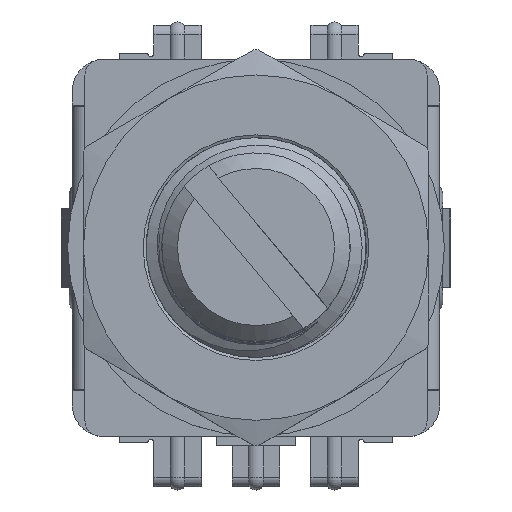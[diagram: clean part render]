
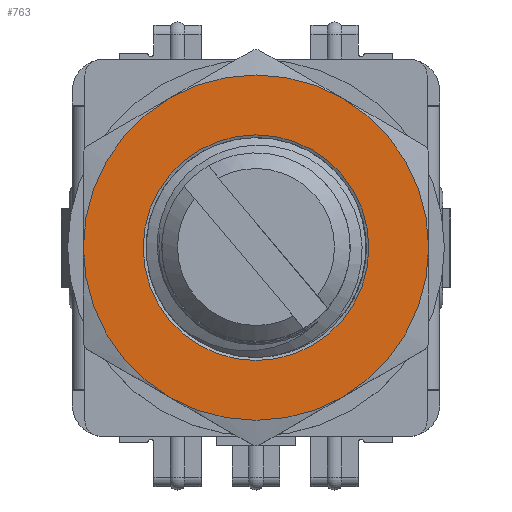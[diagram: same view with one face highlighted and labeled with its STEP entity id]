
A CAD part, top view. The second image highlights one B-rep face of the part: STEP entity #763.
In plain terms, the highlighted planar face has unit normal (0, 0, 1).
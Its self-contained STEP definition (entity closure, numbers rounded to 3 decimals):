
#763=ADVANCED_FACE('',(#9937,#9939),#9941,.T.);
#9937=FACE_BOUND('',#9938,.T.);
#9938=EDGE_LOOP('',(#14391,#14392,#14393,#14394,#14395,#14396));
#9939=FACE_BOUND('',#9940,.T.);
#9940=EDGE_LOOP('',(#14397));
#9941=PLANE('',#9942);
#9942=AXIS2_PLACEMENT_3D('',#9943,#9944,#9945);
#9943=CARTESIAN_POINT('',(0.,0.,3.3));
#9944=DIRECTION('',(0.,0.,1.));
#9945=DIRECTION('',(0.,-1.,0.));
#14391=ORIENTED_EDGE('',*,*,#16607,.F.);
#14392=ORIENTED_EDGE('',*,*,#16608,.F.);
#14393=ORIENTED_EDGE('',*,*,#16609,.F.);
#14394=ORIENTED_EDGE('',*,*,#16610,.F.);
#14395=ORIENTED_EDGE('',*,*,#16611,.F.);
#14396=ORIENTED_EDGE('',*,*,#16612,.F.);
#14397=ORIENTED_EDGE('',*,*,#16594,.T.);
#16594=EDGE_CURVE('',#17853,#17853,#17854,.T.);
#16607=EDGE_CURVE('',#17875,#17876,#17877,.T.);
#16608=EDGE_CURVE('',#17878,#17875,#17879,.T.);
#16609=EDGE_CURVE('',#17880,#17878,#17881,.T.);
#16610=EDGE_CURVE('',#17882,#17880,#17883,.T.);
#16611=EDGE_CURVE('',#17884,#17882,#17885,.T.);
#16612=EDGE_CURVE('',#17876,#17884,#17886,.T.);
#17853=VERTEX_POINT('',#21723);
#17854=CIRCLE('',#21724,3.594);
#17875=VERTEX_POINT('',#22230);
#17876=VERTEX_POINT('',#22231);
#17877=CIRCLE('',#22232,5.5);
#17878=VERTEX_POINT('',#22236);
#17879=CIRCLE('',#22237,5.5);
#17880=VERTEX_POINT('',#22241);
#17881=CIRCLE('',#22242,5.5);
#17882=VERTEX_POINT('',#22246);
#17883=CIRCLE('',#22247,5.5);
#17884=VERTEX_POINT('',#22251);
#17885=CIRCLE('',#22252,5.5);
#17886=CIRCLE('',#22256,5.5);
#21723=CARTESIAN_POINT('',(0.,-3.594,3.3));
#21724=AXIS2_PLACEMENT_3D('',#21725,#21726,#21727);
#21725=CARTESIAN_POINT('',(0.,0.,3.3));
#21726=DIRECTION('',(0.,0.,-1.));
#21727=DIRECTION('',(0.,-1.,0.));
#22230=CARTESIAN_POINT('',(5.5,0.,3.3));
#22231=CARTESIAN_POINT('',(2.75,-4.763,3.3));
#22232=AXIS2_PLACEMENT_3D('',#22233,#22234,#22235);
#22233=CARTESIAN_POINT('',(0.,0.,3.3));
#22234=DIRECTION('',(0.,0.,-1.));
#22235=DIRECTION('',(1.,0.,0.));
#22236=CARTESIAN_POINT('',(2.75,4.763,3.3));
#22237=AXIS2_PLACEMENT_3D('',#22238,#22239,#22240);
#22238=CARTESIAN_POINT('',(0.,0.,3.3));
#22239=DIRECTION('',(0.,0.,-1.));
#22240=DIRECTION('',(0.5,0.866,0.));
#22241=CARTESIAN_POINT('',(-2.75,4.763,3.3));
#22242=AXIS2_PLACEMENT_3D('',#22243,#22244,#22245);
#22243=CARTESIAN_POINT('',(0.,0.,3.3));
#22244=DIRECTION('',(0.,0.,-1.));
#22245=DIRECTION('',(-0.5,0.866,0.));
#22246=CARTESIAN_POINT('',(-5.5,0.,3.3));
#22247=AXIS2_PLACEMENT_3D('',#22248,#22249,#22250);
#22248=CARTESIAN_POINT('',(0.,0.,3.3));
#22249=DIRECTION('',(0.,0.,-1.));
#22250=DIRECTION('',(-1.,0.,0.));
#22251=CARTESIAN_POINT('',(-2.75,-4.763,3.3));
#22252=AXIS2_PLACEMENT_3D('',#22253,#22254,#22255);
#22253=CARTESIAN_POINT('',(0.,0.,3.3));
#22254=DIRECTION('',(0.,0.,-1.));
#22255=DIRECTION('',(-0.5,-0.866,0.));
#22256=AXIS2_PLACEMENT_3D('',#22257,#22258,#22259);
#22257=CARTESIAN_POINT('',(0.,0.,3.3));
#22258=DIRECTION('',(0.,0.,-1.));
#22259=DIRECTION('',(0.5,-0.866,0.));
